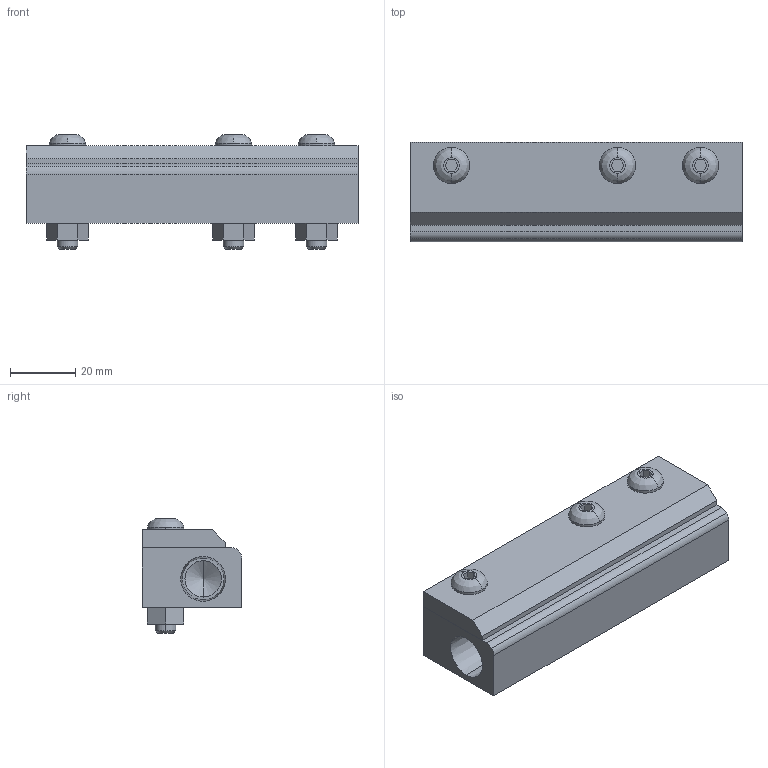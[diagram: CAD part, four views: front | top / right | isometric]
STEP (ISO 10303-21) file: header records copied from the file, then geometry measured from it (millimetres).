
FILE_DESCRIPTION(('STEP AP203'),'1');
FILE_NAME('2203ss.stp','2024-09-25T08:05:58',('TraceParts'),('TraceParts S.A.'),'Spatial InterOp 3D',' ',' ');
FILE_SCHEMA(('CONFIG_CONTROL_DESIGN'));
Length unit declared in the file: millimetre
Products named in the file (1): 1
Bounding box: 101.6 x 30.48 x 35.1 mm (x, y, z)
Volume: 66482.4 mm3; surface area: 23729.1 mm2
Topology: 8 solids, 8 shells, 124 faces, 292 edges, 192 vertices
Faces by surface type: plane 68, cylinder 34, bspline 12, cone 10
Entity records: 3978 total; most frequent: CARTESIAN_POINT 994, DIRECTION 621, ORIENTED_EDGE 580, EDGE_CURVE 290, AXIS2_PLACEMENT_3D 221, VERTEX_POINT 192, LINE 179, VECTOR 179
